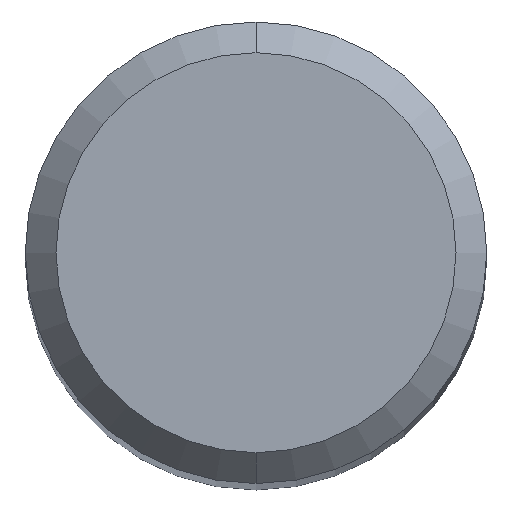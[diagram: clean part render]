
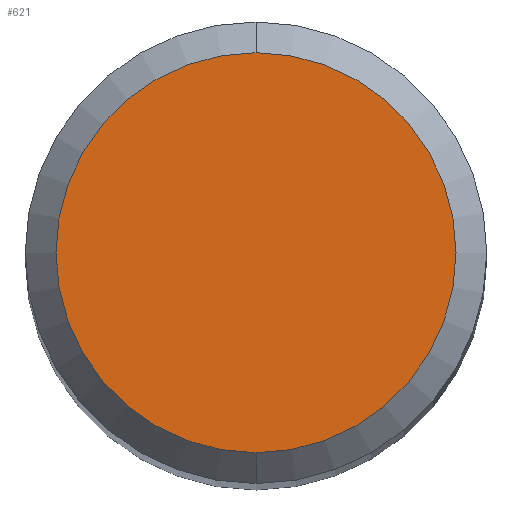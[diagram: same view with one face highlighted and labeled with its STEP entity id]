
A CAD part, top view. The second image highlights one B-rep face of the part: STEP entity #621.
In plain terms, the highlighted planar face has unit normal (0, 0, 1).
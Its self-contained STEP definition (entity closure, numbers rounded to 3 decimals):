
#429=VERTEX_POINT('',#1046);
#599=EDGE_CURVE('',#819,#429,#1234,.T.);
#621=ADVANCED_FACE('',(#1259),#1260,.T.);
#703=EDGE_CURVE('',#429,#819,#1352,.T.);
#819=VERTEX_POINT('',#1478);
#1046=CARTESIAN_POINT('',(0.0,2.6,0.0));
#1234=CIRCLE('',#4187,2.6);
#1259=FACE_OUTER_BOUND('',#5015,.T.);
#1260=PLANE('',#5016);
#1352=CIRCLE('',#5409,2.6);
#1478=CARTESIAN_POINT('',(0.,-2.6,0.0));
#4187=AXIS2_PLACEMENT_3D('',#7546,#7547,#7548);
#5015=EDGE_LOOP('',(#7586,#7587));
#5016=AXIS2_PLACEMENT_3D('',#7588,#7589,#7590);
#5409=AXIS2_PLACEMENT_3D('',#7711,#7712,#7713);
#7546=CARTESIAN_POINT('',(0.0,0.0,0.0));
#7547=DIRECTION('',(0.0,0.0,-1.0));
#7548=DIRECTION('',(0.0,1.0,0.0));
#7586=ORIENTED_EDGE('',*,*,#703,.F.);
#7587=ORIENTED_EDGE('',*,*,#599,.F.);
#7588=CARTESIAN_POINT('',(0.0,1.3,0.0));
#7589=DIRECTION('',(-0.0,0.0,1.0));
#7590=DIRECTION('',(0.0,-1.0,0.0));
#7711=CARTESIAN_POINT('',(0.0,0.0,0.0));
#7712=DIRECTION('',(0.0,0.0,-1.0));
#7713=DIRECTION('',(0.0,1.0,0.0));
